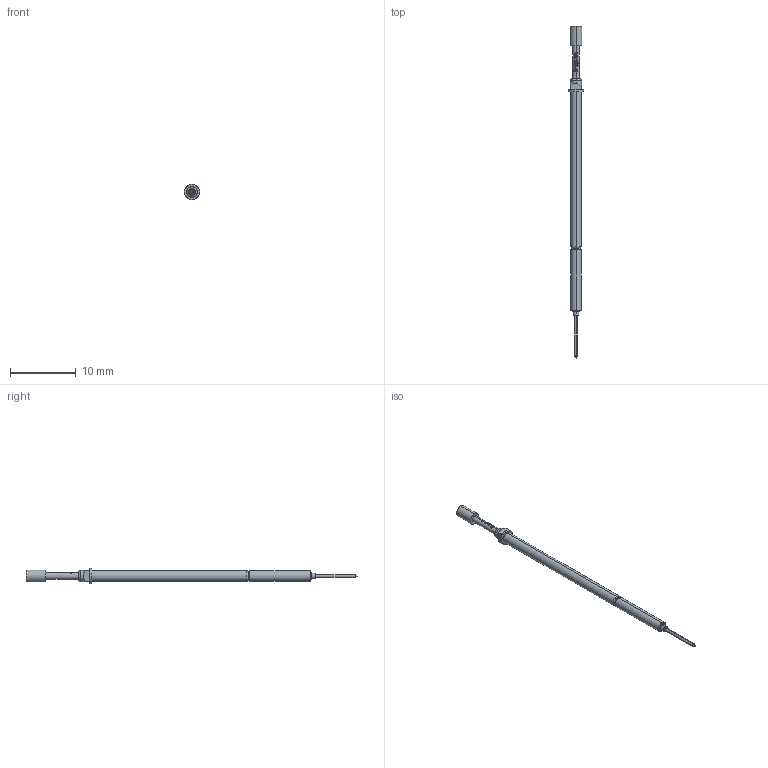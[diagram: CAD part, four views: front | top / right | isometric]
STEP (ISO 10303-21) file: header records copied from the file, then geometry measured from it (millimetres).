
FILE_DESCRIPTION (( 'STEP AP203' ), '1' );
FILE_NAME ('INGUN_SKS-215_303_180_A_xx02_MF.STEP', '2022-02-21T11:02:16', ( 'ochi' ), ( '' ), 'SwSTEP 2.0', 'SolidWorks 2018', '' );
FILE_SCHEMA (( 'CONFIG_CONTROL_DESIGN' ));
Length unit declared in the file: millimetre
Products named in the file (1): INGUN_SKS-215_303_180_A_xx02_MF
Bounding box: 2.3 x 50.5 x 2.3 mm (x, y, z)
Volume: 87.7 mm3; surface area: 238.5 mm2
Topology: 1 solids, 1 shells, 119 faces, 317 edges, 202 vertices
Faces by surface type: plane 53, cylinder 26, bspline 22, cone 14, torus 4
Entity records: 4050 total; most frequent: CARTESIAN_POINT 1183, ORIENTED_EDGE 626, DIRECTION 527, EDGE_CURVE 313, AXIS2_PLACEMENT_3D 210, VERTEX_POINT 202, EDGE_LOOP 125, ADVANCED_FACE 119
